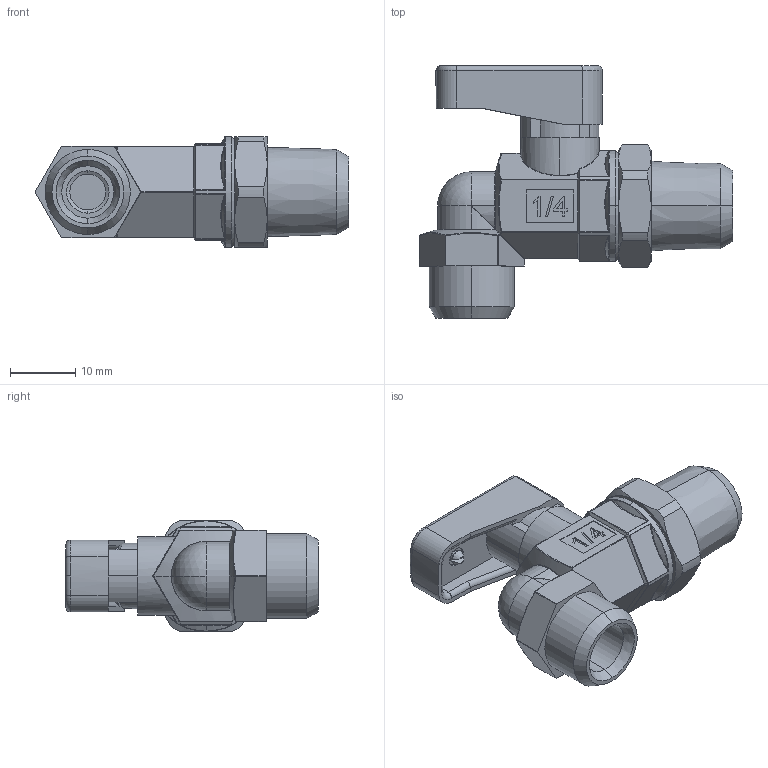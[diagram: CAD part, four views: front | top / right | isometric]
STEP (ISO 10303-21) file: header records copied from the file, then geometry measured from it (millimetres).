
FILE_DESCRIPTION (( 'STEP AP214' ), '1' );
FILE_NAME ('0654000001.step', '2012-10-02T16:35:30', ( '' ), ( '' ), 'SwSTEP 2.0', 'SolidWorks 2012', '' );
FILE_SCHEMA (( 'AUTOMOTIVE_DESIGN' ));
Length unit declared in the file: millimetre
Products named in the file (1): 0654000001
Bounding box: 48.07 x 38.7 x 17 mm (x, y, z)
Volume: 10074.1 mm3; surface area: 5084.1 mm2
Topology: 8 solids, 18 shells, 697 faces, 1738 edges, 1086 vertices
Faces by surface type: plane 305, bspline 146, cylinder 117, torus 63, cone 46, sphere 20
Entity records: 26399 total; most frequent: CARTESIAN_POINT 10879, ORIENTED_EDGE 3438, DIRECTION 2800, EDGE_CURVE 1719, VERTEX_POINT 1085, AXIS2_PLACEMENT_3D 962, LINE 876, VECTOR 876
